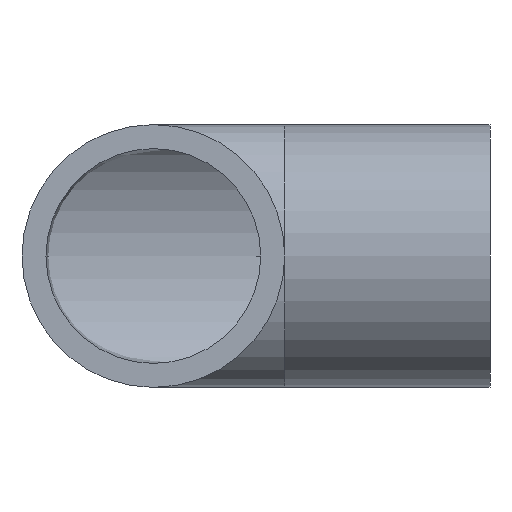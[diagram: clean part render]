
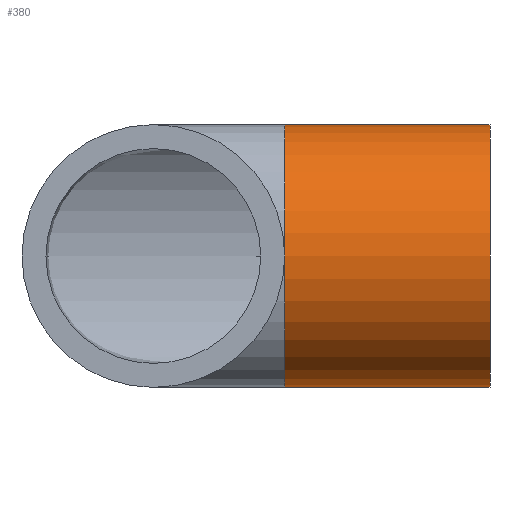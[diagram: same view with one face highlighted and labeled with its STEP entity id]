
A CAD part, front view. The second image highlights one B-rep face of the part: STEP entity #380.
In plain terms, the highlighted cylindrical face has radius 80 mm (diameter 160 mm), a partial arc.
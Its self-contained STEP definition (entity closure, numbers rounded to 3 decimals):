
#22 = CARTESIAN_POINT ( 'NONE',  ( 80., 125., 0. ) ) ;
#23 = ORIENTED_EDGE ( 'NONE', *, *, #249, .F. ) ;
#30 = VERTEX_POINT ( 'NONE', #189 ) ;
#48 = CARTESIAN_POINT ( 'NONE',  ( 80., 205., 0. ) ) ;
#51 = AXIS2_PLACEMENT_3D ( 'NONE', #56, #203, #357 ) ;
#56 = CARTESIAN_POINT ( 'NONE',  ( 205., 205., 0. ) ) ;
#59 = CARTESIAN_POINT ( 'NONE',  ( 80., 205., 0. ) ) ;
#60 = CARTESIAN_POINT ( 'NONE',  ( 80., 205., -80. ) ) ;
#66 = DIRECTION ( 'NONE',  ( 1., 0., 0. ) ) ;
#90 = CARTESIAN_POINT ( 'NONE',  ( 80., 205., 80. ) ) ;
#100 = VERTEX_POINT ( 'NONE', #383 ) ;
#101 = FACE_OUTER_BOUND ( 'NONE', #470, .T. ) ;
#113 = EDGE_CURVE ( 'NONE', #177, #371, #121, .T. ) ;
#121 = CIRCLE ( 'NONE', #390, 80. ) ;
#167 = EDGE_CURVE ( 'NONE', #177, #100, #418, .T. ) ;
#172 = CIRCLE ( 'NONE', #440, 80. ) ;
#175 = ORIENTED_EDGE ( 'NONE', *, *, #311, .T. ) ;
#177 = VERTEX_POINT ( 'NONE', #386 ) ;
#189 = CARTESIAN_POINT ( 'NONE',  ( 205., 205., -80. ) ) ;
#194 = DIRECTION ( 'NONE',  ( 1., 0., 0. ) ) ;
#203 = DIRECTION ( 'NONE',  ( 1., 0., 0. ) ) ;
#207 = DIRECTION ( 'NONE',  ( 1., 0., 0. ) ) ;
#208 = DIRECTION ( 'NONE',  ( 1., 0., 0. ) ) ;
#214 = DIRECTION ( 'NONE',  ( 0., 0., -1. ) ) ;
#239 = DIRECTION ( 'NONE',  ( 1., 0., 0. ) ) ;
#249 = EDGE_CURVE ( 'NONE', #100, #30, #259, .T. ) ;
#250 = CYLINDRICAL_SURFACE ( 'NONE', #252, 80. ) ;
#252 = AXIS2_PLACEMENT_3D ( 'NONE', #399, #66, #214 ) ;
#259 = CIRCLE ( 'NONE', #51, 80. ) ;
#281 = CARTESIAN_POINT ( 'NONE',  ( 80., 205., -80. ) ) ;
#286 = EDGE_CURVE ( 'NONE', #371, #298, #172, .T. ) ;
#298 = VERTEX_POINT ( 'NONE', #281 ) ;
#311 = EDGE_CURVE ( 'NONE', #298, #30, #393, .T. ) ;
#328 = ORIENTED_EDGE ( 'NONE', *, *, #286, .T. ) ;
#349 = DIRECTION ( 'NONE',  ( 0., 0., 1. ) ) ;
#357 = DIRECTION ( 'NONE',  ( 0., 0., 1. ) ) ;
#358 = DIRECTION ( 'NONE',  ( 0., 0., 1. ) ) ;
#362 = VECTOR ( 'NONE', #208, 1000. ) ;
#371 = VERTEX_POINT ( 'NONE', #22 ) ;
#380 = ADVANCED_FACE ( 'NONE', ( #101 ), #250, .T. ) ;
#383 = CARTESIAN_POINT ( 'NONE',  ( 205., 205., 80. ) ) ;
#386 = CARTESIAN_POINT ( 'NONE',  ( 80., 205., 80. ) ) ;
#390 = AXIS2_PLACEMENT_3D ( 'NONE', #48, #194, #349 ) ;
#393 = LINE ( 'NONE', #60, #362 ) ;
#399 = CARTESIAN_POINT ( 'NONE',  ( 80., 205., 0. ) ) ;
#418 = LINE ( 'NONE', #90, #424 ) ;
#424 = VECTOR ( 'NONE', #239, 1000. ) ;
#431 = ORIENTED_EDGE ( 'NONE', *, *, #167, .F. ) ;
#440 = AXIS2_PLACEMENT_3D ( 'NONE', #59, #207, #358 ) ;
#468 = ORIENTED_EDGE ( 'NONE', *, *, #113, .T. ) ;
#470 = EDGE_LOOP ( 'NONE', ( #431, #468, #328, #175, #23 ) ) ;
